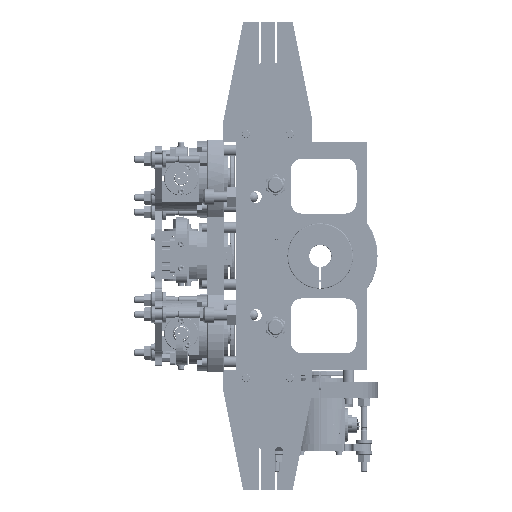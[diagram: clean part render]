
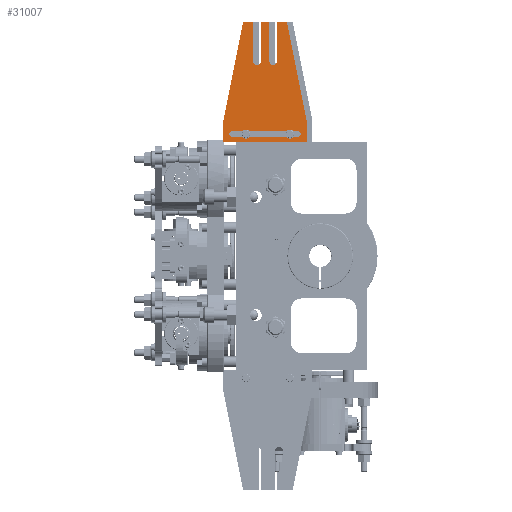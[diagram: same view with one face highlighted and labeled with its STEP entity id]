
A CAD part, left-side view. The second image highlights one B-rep face of the part: STEP entity #31007.
In plain terms, the highlighted face is planar.
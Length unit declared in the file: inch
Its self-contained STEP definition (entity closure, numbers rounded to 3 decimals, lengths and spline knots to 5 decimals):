
#1373 = VERTEX_POINT ( 'NONE', #10172 ) ;
#2078 = EDGE_LOOP ( 'NONE', ( #4550, #13199, #4670, #4876, #13233, #13270, #5578, #5113, #4702, #13192, #5267, #5694, #5441, #5579 ) ) ;
#2737 = AXIS2_PLACEMENT_3D ( 'NONE', #11691, #11704, #11706 ) ;
#3686 = CARTESIAN_POINT ( 'NONE',  ( 1.85, 1.1375, 0.375 ) ) ;
#3687 = DIRECTION ( 'NONE',  ( 0., 0., 1. ) ) ;
#3688 = DIRECTION ( 'NONE',  ( 1., 0., 0. ) ) ;
#3756 = CARTESIAN_POINT ( 'NONE',  ( 0.1875, 1.7, 0.375 ) ) ;
#3757 = DIRECTION ( 'NONE',  ( 0., 0., 1. ) ) ;
#3758 = DIRECTION ( 'NONE',  ( -1., 0., 0. ) ) ;
#4285 = CARTESIAN_POINT ( 'NONE',  ( 2.75, 0.45, 0.375 ) ) ;
#4286 = DIRECTION ( 'NONE',  ( 0., 1., 0. ) ) ;
#4362 = CARTESIAN_POINT ( 'NONE',  ( 1.85, 0.674, 0.375 ) ) ;
#4368 = DIRECTION ( 'NONE',  ( 1., 0., 0. ) ) ;
#4444 = AXIS2_PLACEMENT_3D ( 'NONE', #45057, #45058, #45059 ) ;
#4550 = ORIENTED_EDGE ( 'NONE', *, *, #16773, .F. ) ;
#4670 = ORIENTED_EDGE ( 'NONE', *, *, #32215, .T. ) ;
#4675 = ORIENTED_EDGE ( 'NONE', *, *, #32703, .F. ) ;
#4702 = ORIENTED_EDGE ( 'NONE', *, *, #32761, .T. ) ;
#4876 = ORIENTED_EDGE ( 'NONE', *, *, #33367, .F. ) ;
#5113 = ORIENTED_EDGE ( 'NONE', *, *, #33958, .T. ) ;
#5267 = ORIENTED_EDGE ( 'NONE', *, *, #32226, .T. ) ;
#5393 = ORIENTED_EDGE ( 'NONE', *, *, #33858, .F. ) ;
#5441 = ORIENTED_EDGE ( 'NONE', *, *, #33039, .T. ) ;
#5550 = ORIENTED_EDGE ( 'NONE', *, *, #33128, .F. ) ;
#5578 = ORIENTED_EDGE ( 'NONE', *, *, #33786, .T. ) ;
#5579 = ORIENTED_EDGE ( 'NONE', *, *, #33821, .F. ) ;
#5694 = ORIENTED_EDGE ( 'NONE', *, *, #32043, .T. ) ;
#10172 = CARTESIAN_POINT ( 'NONE',  ( 0.123, 0.2, 0.375 ) ) ;
#10230 = CARTESIAN_POINT ( 'NONE',  ( 2.75, 1.049, 0.375 ) ) ;
#10410 = CARTESIAN_POINT ( 'NONE',  ( 1.85, 1.049, 0.375 ) ) ;
#10642 = DIRECTION ( 'NONE',  ( -1., 0., 0. ) ) ;
#10668 = CARTESIAN_POINT ( 'NONE',  ( 0., 1.9, 0.375 ) ) ;
#11206 = CARTESIAN_POINT ( 'NONE',  ( 2.75, 0.45, 0.375 ) ) ;
#11207 = DIRECTION ( 'NONE',  ( 0., 1., 0. ) ) ;
#11691 = CARTESIAN_POINT ( 'NONE',  ( 0., 1.9, 0.375 ) ) ;
#11693 = PLANE ( 'NONE',  #2737 ) ;
#11704 = DIRECTION ( 'NONE',  ( 0., 0., -1. ) ) ;
#11706 = DIRECTION ( 'NONE',  ( -1., 0., 0. ) ) ;
#11835 = CARTESIAN_POINT ( 'NONE',  ( 0.123, 1.7, 0.375 ) ) ;
#11844 = DIRECTION ( 'NONE',  ( 0., -1., 0. ) ) ;
#12664 = CARTESIAN_POINT ( 'NONE',  ( 1.85, 0.851, 0.375 ) ) ;
#12671 = DIRECTION ( 'NONE',  ( -1., 0., 0. ) ) ;
#13047 = ORIENTED_EDGE ( 'NONE', *, *, #33588, .F. ) ;
#13192 = ORIENTED_EDGE ( 'NONE', *, *, #33434, .T. ) ;
#13199 = ORIENTED_EDGE ( 'NONE', *, *, #31911, .F. ) ;
#13233 = ORIENTED_EDGE ( 'NONE', *, *, #33561, .F. ) ;
#13270 = ORIENTED_EDGE ( 'NONE', *, *, #32292, .F. ) ;
#13890 = DIRECTION ( 'NONE',  ( -1., 0., 0. ) ) ;
#14430 = DIRECTION ( 'NONE',  ( 0., 0., 1. ) ) ;
#14655 = CARTESIAN_POINT ( 'NONE',  ( 1.85, 0.7625, 0.375 ) ) ;
#15128 = VERTEX_POINT ( 'NONE', #10410 ) ;
#15161 = VERTEX_POINT ( 'NONE', #10230 ) ;
#15316 = VERTEX_POINT ( 'NONE', #47206 ) ;
#15456 = VERTEX_POINT ( 'NONE', #47162 ) ;
#15481 = VERTEX_POINT ( 'NONE', #46942 ) ;
#16773 = EDGE_CURVE ( 'NONE', #51220, #51671, #21126, .T. ) ;
#20049 = VECTOR ( 'NONE', #12671, 39.37008 ) ;
#20133 = LINE ( 'NONE', #12664, #20049 ) ;
#20738 = FACE_BOUND ( 'NONE', #48201, .T. ) ;
#20782 = VECTOR ( 'NONE', #43887, 39.37008 ) ;
#21126 = CIRCLE ( 'NONE', #30882, 0.0885 ) ;
#21157 = FACE_OUTER_BOUND ( 'NONE', #2078, .T. ) ;
#21695 = LINE ( 'NONE', #43877, #20782 ) ;
#22148 = CARTESIAN_POINT ( 'NONE',  ( 1.85, 1.226, 0.375 ) ) ;
#22198 = CARTESIAN_POINT ( 'NONE',  ( 0., 1.9, 0.375 ) ) ;
#22199 = CARTESIAN_POINT ( 'NONE',  ( 0.252, 1.7, 0.375 ) ) ;
#22266 = CARTESIAN_POINT ( 'NONE',  ( 0.252, 0.2, 0.375 ) ) ;
#22494 = CARTESIAN_POINT ( 'NONE',  ( 2.75, 1.226, 0.375 ) ) ;
#22495 = CARTESIAN_POINT ( 'NONE',  ( 1.85, 0.851, 0.375 ) ) ;
#22500 = CARTESIAN_POINT ( 'NONE',  ( 2.75, 0.45, 0.375 ) ) ;
#22513 = CARTESIAN_POINT ( 'NONE',  ( 0., 0., 0.375 ) ) ;
#22650 = CARTESIAN_POINT ( 'NONE',  ( 2.75, 1.45, 0.375 ) ) ;
#22659 = CARTESIAN_POINT ( 'NONE',  ( 2.75, 0.674, 0.375 ) ) ;
#22725 = CARTESIAN_POINT ( 'NONE',  ( 0.5, 1.9, 0.375 ) ) ;
#22946 = CARTESIAN_POINT ( 'NONE',  ( 1.85, 0.674, 0.375 ) ) ;
#23270 = AXIS2_PLACEMENT_3D ( 'NONE', #3686, #3687, #3688 ) ;
#23282 = AXIS2_PLACEMENT_3D ( 'NONE', #3756, #3757, #3758 ) ;
#29677 = DIRECTION ( 'NONE',  ( 1., 0., 0. ) ) ;
#29683 = CARTESIAN_POINT ( 'NONE',  ( 2.75, 1.049, 0.375 ) ) ;
#29989 = CARTESIAN_POINT ( 'NONE',  ( 0., 0., 0.375 ) ) ;
#29992 = DIRECTION ( 'NONE',  ( 0., -1., 0. ) ) ;
#30882 = AXIS2_PLACEMENT_3D ( 'NONE', #14655, #14430, #13890 ) ;
#31007 = ADVANCED_FACE ( 'NONE', ( #20738, #21157 ), #11693, .F. ) ;
#31400 = VECTOR ( 'NONE', #29677, 39.37008 ) ;
#31501 = LINE ( 'NONE', #41469, #32059 ) ;
#31502 = LINE ( 'NONE', #29683, #31400 ) ;
#31520 = LINE ( 'NONE', #29989, #31954 ) ;
#31601 = LINE ( 'NONE', #4285, #32543 ) ;
#31821 = CIRCLE ( 'NONE', #23282, 0.0645 ) ;
#31911 = EDGE_CURVE ( 'NONE', #15316, #51220, #20133, .T. ) ;
#31954 = VECTOR ( 'NONE', #29992, 39.37008 ) ;
#32043 = EDGE_CURVE ( 'NONE', #15456, #51225, #21695, .T. ) ;
#32059 = VECTOR ( 'NONE', #41470, 39.37008 ) ;
#32073 = LINE ( 'NONE', #41745, #32285 ) ;
#32215 = EDGE_CURVE ( 'NONE', #15316, #15161, #39101, .T. ) ;
#32226 = EDGE_CURVE ( 'NONE', #51238, #15456, #39069, .T. ) ;
#32285 = VECTOR ( 'NONE', #41746, 39.37008 ) ;
#32292 = EDGE_CURVE ( 'NONE', #51219, #50873, #39061, .T. ) ;
#32314 = LINE ( 'NONE', #4362, #32326 ) ;
#32326 = VECTOR ( 'NONE', #4368, 39.37008 ) ;
#32415 = CIRCLE ( 'NONE', #23270, 0.0885 ) ;
#32543 = VECTOR ( 'NONE', #4286, 39.37008 ) ;
#32703 = EDGE_CURVE ( 'NONE', #1373, #50991, #38930, .T. ) ;
#32761 = EDGE_CURVE ( 'NONE', #51450, #50923, #38873, .T. ) ;
#33039 = EDGE_CURVE ( 'NONE', #51225, #51384, #39047, .T. ) ;
#33128 = EDGE_CURVE ( 'NONE', #15481, #1373, #39197, .T. ) ;
#33367 = EDGE_CURVE ( 'NONE', #15128, #15161, #31502, .T. ) ;
#33434 = EDGE_CURVE ( 'NONE', #50923, #51238, #31520, .T. ) ;
#33561 = EDGE_CURVE ( 'NONE', #50873, #15128, #32415, .T. ) ;
#33588 = EDGE_CURVE ( 'NONE', #50924, #15481, #31821, .T. ) ;
#33786 = EDGE_CURVE ( 'NONE', #51219, #51375, #31601, .T. ) ;
#33821 = EDGE_CURVE ( 'NONE', #51671, #51384, #32314, .T. ) ;
#33858 = EDGE_CURVE ( 'NONE', #50991, #50924, #31501, .T. ) ;
#33958 = EDGE_CURVE ( 'NONE', #51375, #51450, #32073, .T. ) ;
#38046 = VECTOR ( 'NONE', #44383, 39.37008 ) ;
#38873 = LINE ( 'NONE', #10668, #39794 ) ;
#38930 = CIRCLE ( 'NONE', #4444, 0.0645 ) ;
#39047 = LINE ( 'NONE', #11206, #39049 ) ;
#39049 = VECTOR ( 'NONE', #11207, 39.37008 ) ;
#39061 = LINE ( 'NONE', #44528, #39822 ) ;
#39069 = LINE ( 'NONE', #44362, #38046 ) ;
#39101 = LINE ( 'NONE', #44350, #39105 ) ;
#39105 = VECTOR ( 'NONE', #44363, 39.37008 ) ;
#39197 = LINE ( 'NONE', #11835, #39537 ) ;
#39537 = VECTOR ( 'NONE', #11844, 39.37008 ) ;
#39794 = VECTOR ( 'NONE', #10642, 39.37008 ) ;
#39822 = VECTOR ( 'NONE', #44530, 39.37008 ) ;
#41469 = CARTESIAN_POINT ( 'NONE',  ( 0.252, 1.7, 0.375 ) ) ;
#41470 = DIRECTION ( 'NONE',  ( 0., 1., 0. ) ) ;
#41745 = CARTESIAN_POINT ( 'NONE',  ( 0.5, 1.9, 0.375 ) ) ;
#41746 = DIRECTION ( 'NONE',  ( -0.981, 0.196, 0. ) ) ;
#43877 = CARTESIAN_POINT ( 'NONE',  ( 0.5, 0., 0.375 ) ) ;
#43887 = DIRECTION ( 'NONE',  ( 0.981, 0.196, 0. ) ) ;
#44350 = CARTESIAN_POINT ( 'NONE',  ( 2.75, 0.45, 0.375 ) ) ;
#44362 = CARTESIAN_POINT ( 'NONE',  ( 0., 0., 0.375 ) ) ;
#44363 = DIRECTION ( 'NONE',  ( 0., 1., 0. ) ) ;
#44383 = DIRECTION ( 'NONE',  ( 1., 0., 0. ) ) ;
#44528 = CARTESIAN_POINT ( 'NONE',  ( 2.75, 1.226, 0.375 ) ) ;
#44530 = DIRECTION ( 'NONE',  ( -1., 0., 0. ) ) ;
#45057 = CARTESIAN_POINT ( 'NONE',  ( 0.1875, 0.2, 0.375 ) ) ;
#45058 = DIRECTION ( 'NONE',  ( 0., 0., 1. ) ) ;
#45059 = DIRECTION ( 'NONE',  ( 1., 0., 0. ) ) ;
#46942 = CARTESIAN_POINT ( 'NONE',  ( 0.123, 1.7, 0.375 ) ) ;
#47162 = CARTESIAN_POINT ( 'NONE',  ( 0.5, 0., 0.375 ) ) ;
#47206 = CARTESIAN_POINT ( 'NONE',  ( 2.75, 0.851, 0.375 ) ) ;
#48201 = EDGE_LOOP ( 'NONE', ( #5550, #13047, #5393, #4675 ) ) ;
#50873 = VERTEX_POINT ( 'NONE', #22148 ) ;
#50923 = VERTEX_POINT ( 'NONE', #22198 ) ;
#50924 = VERTEX_POINT ( 'NONE', #22199 ) ;
#50991 = VERTEX_POINT ( 'NONE', #22266 ) ;
#51219 = VERTEX_POINT ( 'NONE', #22494 ) ;
#51220 = VERTEX_POINT ( 'NONE', #22495 ) ;
#51225 = VERTEX_POINT ( 'NONE', #22500 ) ;
#51238 = VERTEX_POINT ( 'NONE', #22513 ) ;
#51375 = VERTEX_POINT ( 'NONE', #22650 ) ;
#51384 = VERTEX_POINT ( 'NONE', #22659 ) ;
#51450 = VERTEX_POINT ( 'NONE', #22725 ) ;
#51671 = VERTEX_POINT ( 'NONE', #22946 ) ;
